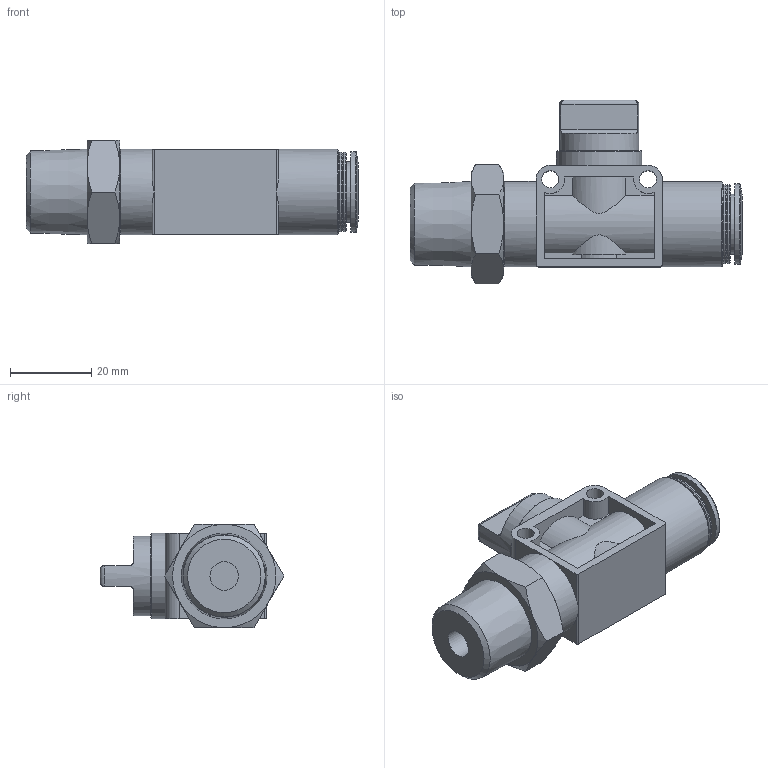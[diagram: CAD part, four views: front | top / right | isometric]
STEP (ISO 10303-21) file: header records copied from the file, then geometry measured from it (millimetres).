
FILE_DESCRIPTION(/* description */ ('STEP AP214'),/* implementation_level */ '2;1');
FILE_NAME(/* name */ '153988_HE-3-1_2-QS-1_2-U',/* time_stamp */ '2024-08-29T02:47:37+02:00',/* author */ ('License CC BY-ND 4.0'),/* organization */ ('CADENAS'),/* preprocessor_version */ 'ST-DEVELOPER v19.3',/* originating_system */ 'PARTsolutions',/* authorisation */ ' ');
FILE_SCHEMA (('AUTOMOTIVE_DESIGN {1 0 10303 214 3 1 1}'));
Length unit declared in the file: millimetre
Products named in the file (1): 153988 HE-3-1/2-QS-1/2-U
Bounding box: 81.6 x 45.16 x 25.4 mm (x, y, z)
Volume: 31032.2 mm3; surface area: 11484.5 mm2
Topology: 1 solids, 3 shells, 117 faces, 270 edges, 169 vertices
Faces by surface type: plane 56, cylinder 36, cone 22, torus 3
Full cylindrical faces by diameter (mm): 4.2 x2, 7 x1, 12.7 x1, 14.8 x1, 19.5 x3, 19.8 x1, 21 x3
Entity records: 4092 total; most frequent: CARTESIAN_POINT 706, DIRECTION 526, ORIENTED_EDGE 490, EDGE_CURVE 245, AXIS2_PLACEMENT_3D 207, VERTEX_POINT 167, EDGE_LOOP 154, FACE_BOUND 154
